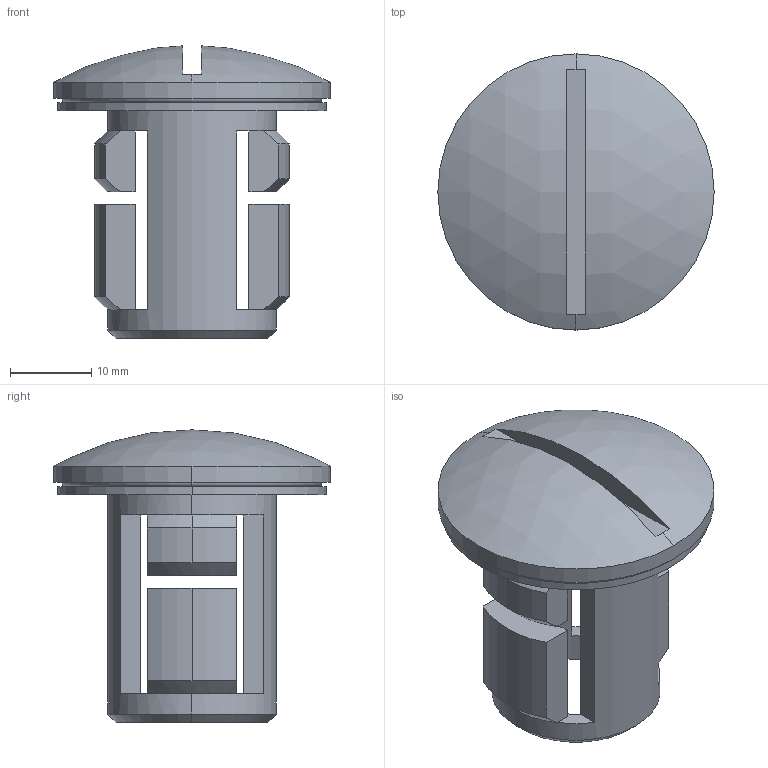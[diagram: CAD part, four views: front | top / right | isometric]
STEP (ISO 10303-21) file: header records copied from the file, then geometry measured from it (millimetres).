
FILE_DESCRIPTION (( 'STEP AP203' ), '1' );
FILE_NAME ('sone3D.STEP', '2014-08-07T00:17:27', ( '' ), ( '' ), 'SwSTEP 2.0', 'SolidWorks 2012', '' );
FILE_SCHEMA (( 'CONFIG_CONTROL_DESIGN' ));
Length unit declared in the file: millimetre
Products named in the file (3): sone3D; CP-30-BC-24僷僢僉儞_; CP-30-BC-24僱僕僉儍僢僾_
Assembly tree (2 placements, depth 2):
  sone3D
    CP-30-BC-24僱僕僉儍僢僾_
    CP-30-BC-24僷僢僉儞_
Bounding box: 34 x 34 x 35.98 mm (x, y, z)
Volume: 7880.6 mm3; surface area: 7034 mm2
Topology: 2 solids, 2 shells, 81 faces, 218 edges, 141 vertices
Faces by surface type: plane 46, cylinder 16, cone 11, torus 6, sphere 2
Entity records: 2900 total; most frequent: CARTESIAN_POINT 481, DIRECTION 481, ORIENTED_EDGE 436, EDGE_CURVE 218, AXIS2_PLACEMENT_3D 189, VERTEX_POINT 141, VECTOR 103, CIRCLE 103
